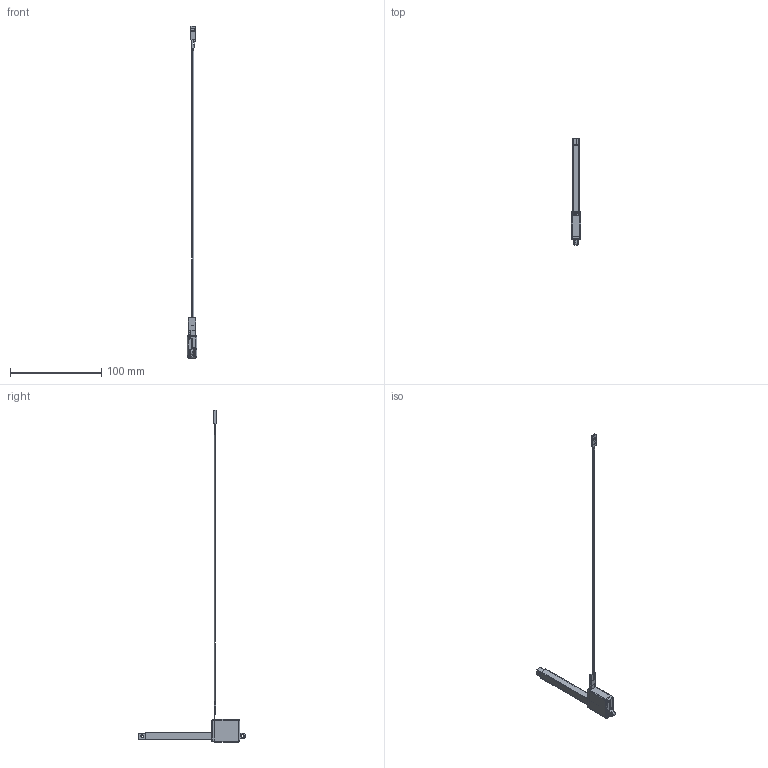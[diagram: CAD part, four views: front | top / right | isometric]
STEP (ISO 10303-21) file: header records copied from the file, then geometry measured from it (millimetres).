
FILE_DESCRIPTION((''),'2;1');
FILE_NAME('P8-75MM_ASM','2021-01-21T',('princ'),(''),'PRO/ENGINEER BY PARAMETRIC TECHNOLOGY CORPORATION, 2004440','PRO/ENGINEER BY PARAMETRIC TECHNOLOGY CORPORATION, 2004440','');
FILE_SCHEMA(('CONFIG_CONTROL_DESIGN'));
Products named in the file (3): P8_75MM_BODY; P8_75MM_SHAFT; P8-75MM_ASM
Assembly tree (2 placements, depth 2):
  P8-75MM_ASM
    P8_75MM_BODY
    P8_75MM_SHAFT
Bounding box: 10.6 x 116.3 x 362.97 mm (x, y, z)
Surface area: 17473.5 mm2 (no closed solid volume)
Topology: 0 solids, 56 shells, 432 faces, 2116 edges, 1719 vertices
Faces by surface type: cylinder 196, plane 142, bspline 51, torus 31, cone 12
Entity records: 47716 total; most frequent: CARTESIAN_POINT 31996, ORIENTED_EDGE 2899, DIRECTION 2849, EDGE_CURVE 2116, VERTEX_POINT 1719, VECTOR 1363, LINE 1363, AXIS2_PLACEMENT_3D 743
